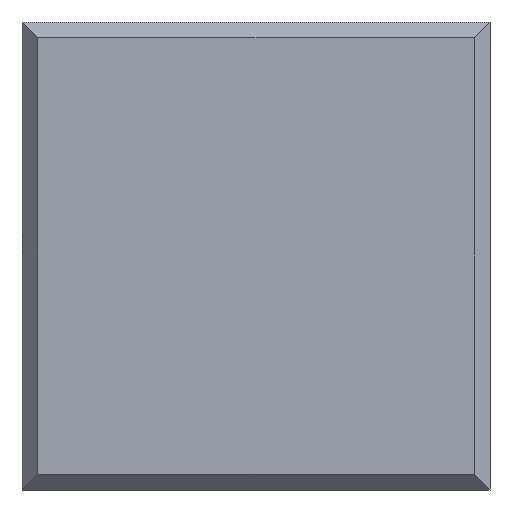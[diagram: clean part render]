
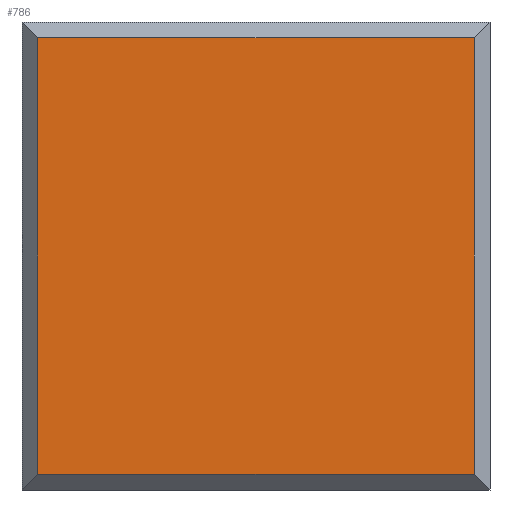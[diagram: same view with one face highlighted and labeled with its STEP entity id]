
A CAD part, left-side view. The second image highlights one B-rep face of the part: STEP entity #786.
In plain terms, the highlighted planar face has unit normal (-1, 0, 0).
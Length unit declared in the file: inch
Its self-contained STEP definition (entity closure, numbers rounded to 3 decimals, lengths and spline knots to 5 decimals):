
#45=FACE_OUTER_BOUND('',#83,.T.);
#83=EDGE_LOOP('',(#640,#641,#642,#643));
#177=LINE('',#1191,#281);
#179=LINE('',#1197,#283);
#183=LINE('',#1203,#287);
#185=LINE('',#1206,#289);
#281=VECTOR('',#974,0.56);
#283=VECTOR('',#978,0.56);
#287=VECTOR('',#986,0.56);
#289=VECTOR('',#990,0.56);
#358=VERTEX_POINT('',#1186);
#359=VERTEX_POINT('',#1189);
#360=VERTEX_POINT('',#1193);
#362=VERTEX_POINT('',#1196);
#453=EDGE_CURVE('',#358,#359,#177,.T.);
#455=EDGE_CURVE('',#362,#360,#179,.T.);
#459=EDGE_CURVE('',#359,#362,#183,.T.);
#461=EDGE_CURVE('',#360,#358,#185,.T.);
#640=ORIENTED_EDGE('',*,*,#455,.T.);
#641=ORIENTED_EDGE('',*,*,#461,.T.);
#642=ORIENTED_EDGE('',*,*,#453,.T.);
#643=ORIENTED_EDGE('',*,*,#459,.T.);
#709=PLANE('',#826);
#786=ADVANCED_FACE('',(#45),#709,.F.);
#826=AXIS2_PLACEMENT_3D('',#1209,#994,#995);
#974=DIRECTION('',(0.,-1.,0.));
#978=DIRECTION('',(0.,1.,0.));
#986=DIRECTION('',(0.,0.,1.));
#990=DIRECTION('',(0.,0.,-1.));
#994=DIRECTION('center_axis',(1.,0.,0.));
#995=DIRECTION('ref_axis',(0.,0.,-1.));
#1186=CARTESIAN_POINT('',(-0.354,0.28,-0.28));
#1189=CARTESIAN_POINT('',(-0.354,-0.28,-0.28));
#1191=CARTESIAN_POINT('',(-0.354,0.,-0.28));
#1193=CARTESIAN_POINT('',(-0.354,0.28,0.28));
#1196=CARTESIAN_POINT('',(-0.354,-0.28,0.28));
#1197=CARTESIAN_POINT('',(-0.354,0.,0.28));
#1203=CARTESIAN_POINT('',(-0.354,-0.28,0.));
#1206=CARTESIAN_POINT('',(-0.354,0.28,0.));
#1209=CARTESIAN_POINT('Origin',(-0.354,0.,0.));
